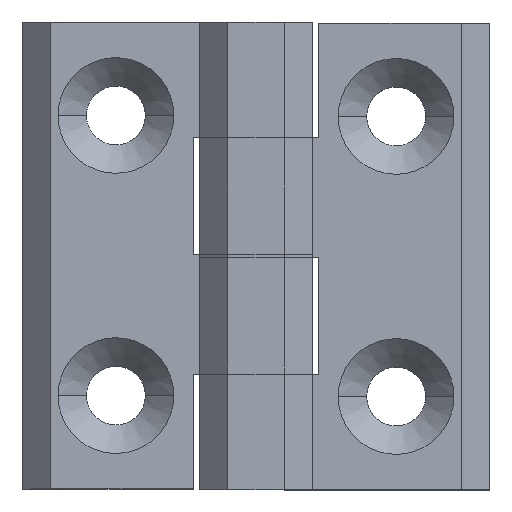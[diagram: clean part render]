
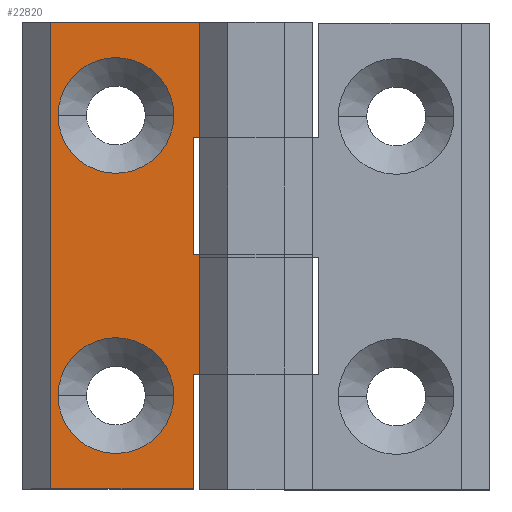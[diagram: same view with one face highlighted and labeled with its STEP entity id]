
A CAD part, top view. The second image highlights one B-rep face of the part: STEP entity #22820.
In plain terms, the highlighted face is planar.
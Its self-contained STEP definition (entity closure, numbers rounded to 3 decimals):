
#14530=CARTESIAN_POINT('',(-22.,0.,25.));
#14540=VERTEX_POINT('',#14530);
#15360=CARTESIAN_POINT('',(-6.,0.,25.));
#15370=VERTEX_POINT('',#15360);
#15400=CARTESIAN_POINT('',(-6.,0.,25.));
#15410=DIRECTION('',(-1.,0.,0.));
#15420=VECTOR('',#15410,16.);
#15430=LINE('',#15400,#15420);
#15440=EDGE_CURVE('',#15370,#14540,#15430,.T.);
#15730=CARTESIAN_POINT('',(-6.,0.,-12.7));
#15740=VERTEX_POINT('',#15730);
#15770=CARTESIAN_POINT('',(-6.,0.,0.1));
#15780=DIRECTION('',(0.,0.,-1.));
#15790=VECTOR('',#15780,12.8);
#15800=LINE('',#15770,#15790);
#15810=CARTESIAN_POINT('',(-6.,0.,0.1));
#15820=VERTEX_POINT('',#15810);
#15830=EDGE_CURVE('',#15820,#15740,#15800,.T.);
#16050=CARTESIAN_POINT('',(-8.8,0.,15.));
#16060=VERTEX_POINT('',#16050);
#16220=CARTESIAN_POINT('',(-21.2,0.,15.));
#16230=VERTEX_POINT('',#16220);
#16260=CARTESIAN_POINT('',(-15.,0.,15.));
#16270=DIRECTION('',(0.,1.,0.));
#16280=DIRECTION('',(1.,0.,0.));
#16290=AXIS2_PLACEMENT_3D('',#16260,#16270,#16280);
#16300=CIRCLE('',#16290,6.2);
#16310=EDGE_CURVE('',#16230,#16060,#16300,.T.);
#17180=CARTESIAN_POINT('',(-8.8,0.,-15.))
;
#17190=VERTEX_POINT('',#17180);
#17280=CARTESIAN_POINT('',(-21.2,0.,-15.));
#17290=VERTEX_POINT('',#17280);
#17320=CARTESIAN_POINT('',(-15.,0.,-15.));
#17330=DIRECTION('',(0.,1.,0.));
#17340=DIRECTION('',(1.,0.,0.));
#17350=AXIS2_PLACEMENT_3D('',#17320,#17330,#17340);
#17360=CIRCLE('',#17350,6.2);
#17370=EDGE_CURVE('',#17290,#17190,#17360,.T.);
#17860=CARTESIAN_POINT('',(-6.7,0.,12.6));
#17870=VERTEX_POINT('',#17860);
#18020=CARTESIAN_POINT('',(-6.7,0.,
0.1));
#18030=VERTEX_POINT('',#18020);
#18060=CARTESIAN_POINT('',(-6.7,0.,
0.1));
#18070=DIRECTION('',(0.,0.,1.));
#18080=VECTOR('',#18070,12.5);
#18090=LINE('',#18060,#18080);
#18100=EDGE_CURVE('',#18030,#17870,#18090,.T.);
#18240=CARTESIAN_POINT('',(-6.,0.,12.6));
#18250=VERTEX_POINT('',#18240);
#18940=CARTESIAN_POINT('',(-6.7,0.,12.6));
#18950=DIRECTION('',(1.,0.,0.));
#18960=VECTOR('',#18950,0.7);
#18970=LINE('',#18940,#18960);
#18980=EDGE_CURVE('',#17870,#18250,#18970,.T.);
#19710=CARTESIAN_POINT('',(-6.,0.,0.1));
#19720=DIRECTION('',(-1.,0.,0.));
#19730=VECTOR('',#19720,0.7);
#19740=LINE('',#19710,#19730);
#19750=EDGE_CURVE('',#15820,#18030,#19740,.T.);
#20530=CARTESIAN_POINT('',(-6.7,0.,-12.7));
#20540=VERTEX_POINT('',#20530);
#20570=CARTESIAN_POINT('',(-6.7,0.,-12.7));
#20580=DIRECTION('',(1.,0.,0.));
#20590=VECTOR('',#20580,0.7);
#20600=LINE('',#20570,#20590);
#20610=EDGE_CURVE('',#20540,#15740,#20600,.T.);
#20890=CARTESIAN_POINT('',(-6.7,0.,-25.));
#20900=VERTEX_POINT('',#20890);
#20930=CARTESIAN_POINT('',(-6.7,0.,-25.));
#20940=DIRECTION('',(0.,0.,1.));
#20950=VECTOR('',#20940,12.3);
#20960=LINE('',#20930,#20950);
#20970=EDGE_CURVE('',#20900,#20540,#20960,.T.);
#22140=CARTESIAN_POINT('',(-6.,0.,25.));
#22150=DIRECTION('',(0.,0.,-1.));
#22160=VECTOR('',#22150,12.4);
#22170=LINE('',#22140,#22160);
#22180=EDGE_CURVE('',#15370,#18250,#22170,.T.);
#22430=CARTESIAN_POINT('',(-6.,0.,0.));
#22440=DIRECTION('',(0.,-1.,0.));
#22450=DIRECTION('',(0.,0.,-1.));
#22460=AXIS2_PLACEMENT_3D('',#22430,#22440,#22450);
#22470=PLANE('',#22460);
#22480=ORIENTED_EDGE('',*,*,#15830,.F.);
#22490=ORIENTED_EDGE('',*,*,#20610,.T.);
#22500=ORIENTED_EDGE('',*,*,#20970,.T.);
#22510=CARTESIAN_POINT('',(-22.,0.,-25.));
#22520=DIRECTION('',(1.,0.,0.));
#22530=VECTOR('',#22520,15.3);
#22540=LINE('',#22510,#22530);
#22550=CARTESIAN_POINT('',(-22.,0.,-25.));
#22560=VERTEX_POINT('',#22550);
#22570=EDGE_CURVE('',#22560,#20900,#22540,.T.);
#22580=ORIENTED_EDGE('',*,*,#22570,.T.);
#22590=CARTESIAN_POINT('',(-22.,0.,-25.));
#22600=DIRECTION('',(0.,0.,1.));
#22610=VECTOR('',#22600,50.);
#22620=LINE('',#22590,#22610);
#22630=EDGE_CURVE('',#22560,#14540,#22620,.T.);
#22640=ORIENTED_EDGE('',*,*,#22630,.F.);
#22650=ORIENTED_EDGE('',*,*,#15440,.T.);
#22660=ORIENTED_EDGE('',*,*,#22180,.F.);
#22670=ORIENTED_EDGE('',*,*,#18980,.T.);
#22680=ORIENTED_EDGE('',*,*,#18100,.T.);
#22690=ORIENTED_EDGE('',*,*,#19750,.T.);
#22700=EDGE_LOOP('',(#22690,#22680,#22670,#22660,#22650,#22640,#22580,
#22500,#22490,#22480));
#22710=FACE_OUTER_BOUND('',#22700,.T.);
#22720=EDGE_CURVE('',#16060,#16230,#16300,.T.);
#22730=ORIENTED_EDGE('',*,*,#22720,.T.);
#22740=ORIENTED_EDGE('',*,*,#16310,.T.);
#22750=EDGE_LOOP('',(#22740,#22730));
#22760=FACE_BOUND('',#22750,.T.);
#22770=EDGE_CURVE('',#17190,#17290,#17360,.T.);
#22780=ORIENTED_EDGE('',*,*,#22770,.T.);
#22790=ORIENTED_EDGE('',*,*,#17370,.T.);
#22800=EDGE_LOOP('',(#22790,#22780));
#22810=FACE_BOUND('',#22800,.T.);
#22820=ADVANCED_FACE('',(#22710,#22760,#22810),#22470,.T.);
